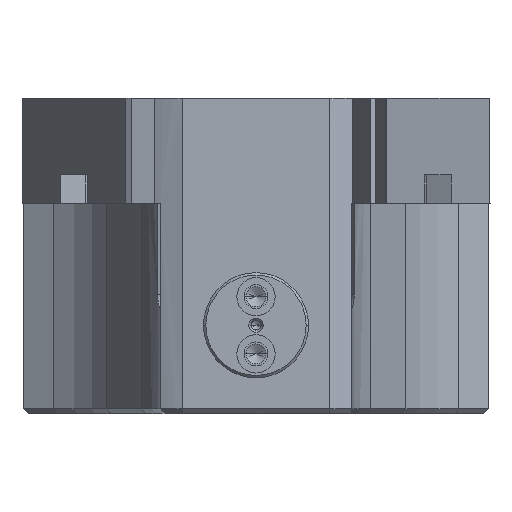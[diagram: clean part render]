
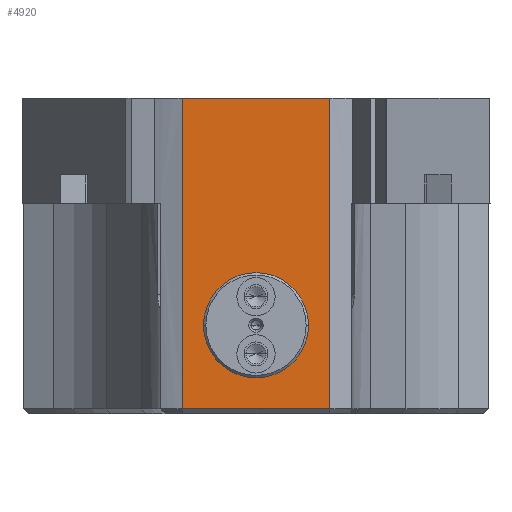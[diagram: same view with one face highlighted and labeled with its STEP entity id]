
A CAD part, front view. The second image highlights one B-rep face of the part: STEP entity #4920.
In plain terms, the highlighted planar face has unit normal (0, -1, 0).
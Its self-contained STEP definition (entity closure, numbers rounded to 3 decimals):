
#206=DIRECTION('',(0.,0.,1.));
#207=VECTOR('',#206,65.);
#208=CARTESIAN_POINT('',(15.452,-46.5,1.));
#209=LINE('',#208,#207);
#251=DIRECTION('',(0.,0.,1.));
#252=VECTOR('',#251,65.);
#253=CARTESIAN_POINT('',(-15.452,-46.5,1.));
#254=LINE('',#253,#252);
#493=DIRECTION('',(1.,0.,0.));
#494=VECTOR('',#493,30.903);
#495=CARTESIAN_POINT('',(-15.452,-46.5,66.));
#496=LINE('',#495,#494);
#1786=CARTESIAN_POINT('',(0.,-46.5,18.5));
#1787=DIRECTION('',(0.,1.,0.));
#1788=DIRECTION('',(-1.,0.,0.));
#1789=AXIS2_PLACEMENT_3D('',#1786,#1787,#1788);
#1791=CARTESIAN_POINT('',(0.,-46.5,18.5));
#1792=DIRECTION('',(0.,1.,0.));
#1793=DIRECTION('',(1.,0.,0.));
#1794=AXIS2_PLACEMENT_3D('',#1791,#1792,#1793);
#1796=DIRECTION('',(-1.,0.,0.));
#1797=VECTOR('',#1796,30.903);
#1798=CARTESIAN_POINT('',(15.452,-46.5,
1.));
#1799=LINE('',#1798,#1797);
#2245=CARTESIAN_POINT('',(-15.452,-46.5,66.));
#2246=CARTESIAN_POINT('',(15.452,-46.5,66.));
#2247=VERTEX_POINT('',#2245);
#2248=VERTEX_POINT('',#2246);
#2257=CARTESIAN_POINT('',(-11.,-46.5,18.5));
#2258=CARTESIAN_POINT('',(11.,-46.5,18.5));
#2259=VERTEX_POINT('',#2257);
#2260=VERTEX_POINT('',#2258);
#2639=CARTESIAN_POINT('',(15.452,-46.5,1.));
#2641=VERTEX_POINT('',#2639);
#2656=CARTESIAN_POINT('',(-15.452,-46.5,1.));
#2658=VERTEX_POINT('',#2656);
#4905=CARTESIAN_POINT('',(-58.8,-46.5,0.));
#4906=DIRECTION('',(0.,1.,0.));
#4907=DIRECTION('',(0.,0.,1.));
#4908=AXIS2_PLACEMENT_3D('',#4905,#4906,#4907);
#4909=PLANE('',#4908);
#4910=ORIENTED_EDGE('',*,*,#2869,.T.);
#4911=ORIENTED_EDGE('',*,*,#3039,.T.);
#4912=ORIENTED_EDGE('',*,*,#3203,.T.);
#4913=ORIENTED_EDGE('',*,*,#3012,.F.);
#4914=EDGE_LOOP('',(#4910,#4911,#4912,#4913));
#4915=FACE_OUTER_BOUND('',#4914,.F.);
#4916=ORIENTED_EDGE('',*,*,#4522,.F.);
#4917=ORIENTED_EDGE('',*,*,#4869,.F.);
#4918=EDGE_LOOP('',(#4916,#4917));
#4919=FACE_BOUND('',#4918,.F.);
#1790=CIRCLE('',#1789,11.);
#1795=CIRCLE('',#1794,11.);
#2869=EDGE_CURVE('',#2641,#2658,#1799,.T.);
#3012=EDGE_CURVE('',#2641,#2248,#209,.T.);
#3039=EDGE_CURVE('',#2658,#2247,#254,.T.);
#3203=EDGE_CURVE('',#2247,#2248,#496,.T.);
#4522=EDGE_CURVE('',#2259,#2260,#1790,.T.);
#4869=EDGE_CURVE('',#2260,#2259,#1795,.T.);
#4920=ADVANCED_FACE('',(#4915,#4919),#4909,.F.);
